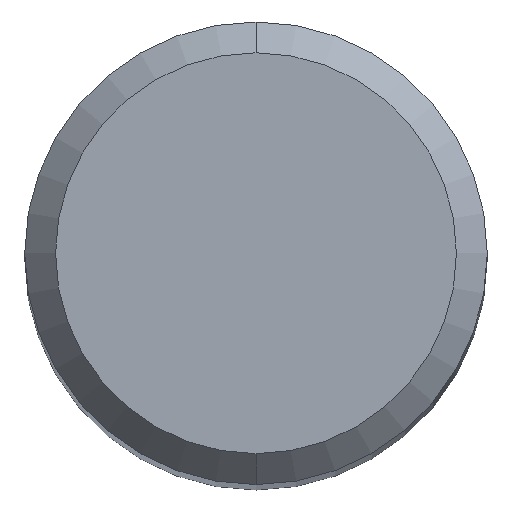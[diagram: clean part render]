
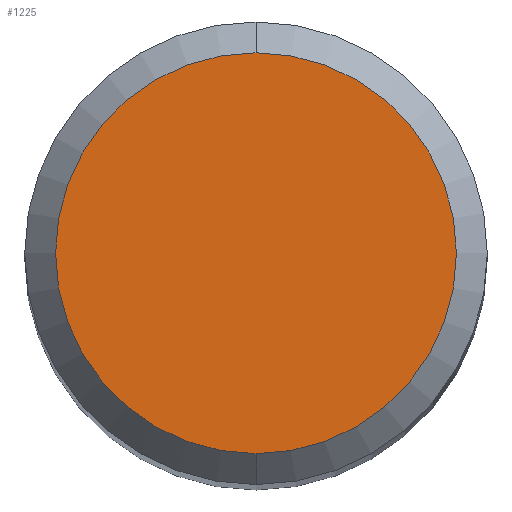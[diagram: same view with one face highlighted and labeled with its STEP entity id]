
A CAD part, top view. The second image highlights one B-rep face of the part: STEP entity #1225.
In plain terms, the highlighted planar face has unit normal (0, 0, 1).
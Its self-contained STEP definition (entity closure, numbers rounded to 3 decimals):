
#1173=VERTEX_POINT('',#2685);
#1225=ADVANCED_FACE('',(#2743),#2744,.T.);
#1583=EDGE_CURVE('',#1173,#1985,#3131,.T.);
#1985=VERTEX_POINT('',#3573);
#2035=EDGE_CURVE('',#1985,#1173,#3623,.T.);
#2685=CARTESIAN_POINT('',(0.0,2.6,0.0));
#2743=FACE_OUTER_BOUND('',#9570,.T.);
#2744=PLANE('',#9571);
#3131=CIRCLE('',#14015,2.6);
#3573=CARTESIAN_POINT('',(0.,-2.6,0.0));
#3623=CIRCLE('',#20305,2.6);
#9570=EDGE_LOOP('',(#23665,#23666));
#9571=AXIS2_PLACEMENT_3D('',#23667,#23668,#23669);
#14015=AXIS2_PLACEMENT_3D('',#23966,#23967,#23968);
#20305=AXIS2_PLACEMENT_3D('',#24407,#24408,#24409);
#23665=ORIENTED_EDGE('',*,*,#1583,.F.);
#23666=ORIENTED_EDGE('',*,*,#2035,.F.);
#23667=CARTESIAN_POINT('',(0.0,1.3,0.0));
#23668=DIRECTION('',(-0.0,0.0,1.0));
#23669=DIRECTION('',(0.0,-1.0,0.0));
#23966=CARTESIAN_POINT('',(0.0,0.0,0.0));
#23967=DIRECTION('',(0.0,0.0,-1.0));
#23968=DIRECTION('',(0.0,1.0,0.0));
#24407=CARTESIAN_POINT('',(0.0,0.0,0.0));
#24408=DIRECTION('',(0.0,0.0,-1.0));
#24409=DIRECTION('',(0.0,1.0,0.0));
